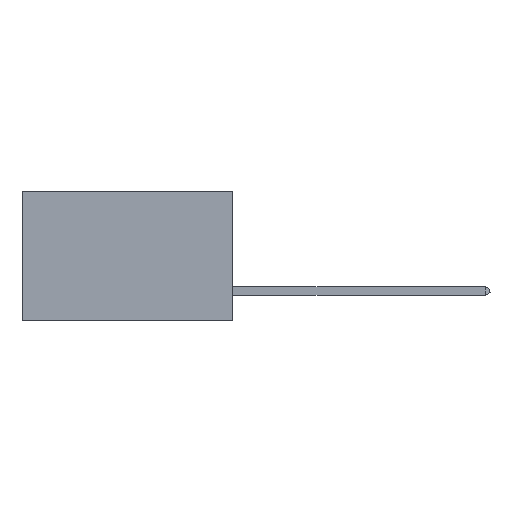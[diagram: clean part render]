
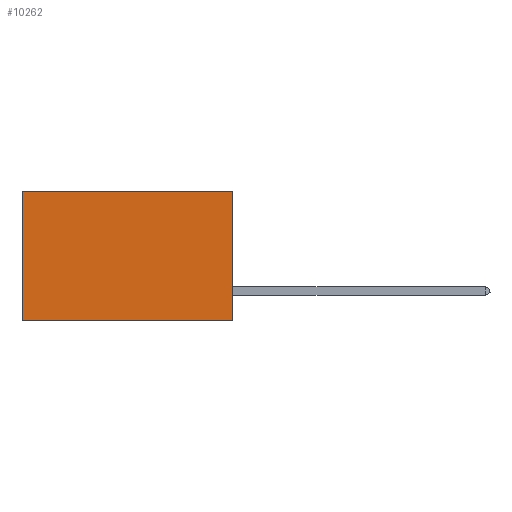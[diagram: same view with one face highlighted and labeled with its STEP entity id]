
A CAD part, left-side view. The second image highlights one B-rep face of the part: STEP entity #10262.
In plain terms, the highlighted planar face has unit normal (-1, 0, 0).
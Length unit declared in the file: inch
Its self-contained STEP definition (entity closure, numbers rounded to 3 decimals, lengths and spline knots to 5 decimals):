
#7 = ORIENTED_EDGE ( 'NONE', *, *, #9762, .T. ) ;
#1213 = CARTESIAN_POINT ( 'NONE',  ( 0.2875, 0., -0.37 ) ) ;
#2122 = DIRECTION ( 'NONE',  ( 0., 1., 0. ) ) ;
#2404 = CARTESIAN_POINT ( 'NONE',  ( 0.2875, 0., 0. ) ) ;
#2664 = VECTOR ( 'NONE', #2710, 39.37008 ) ;
#2672 = CARTESIAN_POINT ( 'NONE',  ( 0.2875, 0.6, -0.37 ) ) ;
#2710 = DIRECTION ( 'NONE',  ( 0., 1., 0. ) ) ;
#2735 = CARTESIAN_POINT ( 'NONE',  ( 0.2875, 0., -0.37 ) ) ;
#3032 = AXIS2_PLACEMENT_3D ( 'NONE', #6409, #3121, #17922 ) ;
#3121 = DIRECTION ( 'NONE',  ( 1., 0., 0. ) ) ;
#3125 = VECTOR ( 'NONE', #16983, 39.37008 ) ;
#3300 = VECTOR ( 'NONE', #2122, 39.37008 ) ;
#3777 = CARTESIAN_POINT ( 'NONE',  ( 0.2875, 0.6, 0. ) ) ;
#4679 = VERTEX_POINT ( 'NONE', #9106 ) ;
#5636 = ORIENTED_EDGE ( 'NONE', *, *, #12606, .F. ) ;
#5964 = VERTEX_POINT ( 'NONE', #9980 ) ;
#6409 = CARTESIAN_POINT ( 'NONE',  ( 0.2875, 0., 0. ) ) ;
#9106 = CARTESIAN_POINT ( 'NONE',  ( 0.2875, 0., 0. ) ) ;
#9762 = EDGE_CURVE ( 'NONE', #4679, #5964, #21418, .T. ) ;
#9980 = CARTESIAN_POINT ( 'NONE',  ( 0.2875, 0.6, 0. ) ) ;
#10178 = VERTEX_POINT ( 'NONE', #2672 ) ;
#10262 = ADVANCED_FACE ( 'NONE', ( #20853 ), #13025, .F. ) ;
#11425 = EDGE_CURVE ( 'NONE', #13545, #10178, #17935, .T. ) ;
#11822 = ORIENTED_EDGE ( 'NONE', *, *, #11425, .F. ) ;
#12429 = LINE ( 'NONE', #3777, #3125 ) ;
#12606 = EDGE_CURVE ( 'NONE', #4679, #13545, #20485, .T. ) ;
#13025 = PLANE ( 'NONE',  #3032 ) ;
#13038 = EDGE_CURVE ( 'NONE', #5964, #10178, #12429, .T. ) ;
#13545 = VERTEX_POINT ( 'NONE', #2735 ) ;
#14784 = VECTOR ( 'NONE', #21030, 39.37008 ) ;
#15281 = EDGE_LOOP ( 'NONE', ( #19418, #11822, #5636, #7 ) ) ;
#16983 = DIRECTION ( 'NONE',  ( 0., 0., -1. ) ) ;
#17922 = DIRECTION ( 'NONE',  ( 0., 0., -1. ) ) ;
#17935 = LINE ( 'NONE', #1213, #2664 ) ;
#19418 = ORIENTED_EDGE ( 'NONE', *, *, #13038, .T. ) ;
#19587 = CARTESIAN_POINT ( 'NONE',  ( 0.2875, 0., 0. ) ) ;
#20485 = LINE ( 'NONE', #19587, #14784 ) ;
#20853 = FACE_OUTER_BOUND ( 'NONE', #15281, .T. ) ;
#21030 = DIRECTION ( 'NONE',  ( 0., 0., -1. ) ) ;
#21418 = LINE ( 'NONE', #2404, #3300 ) ;
